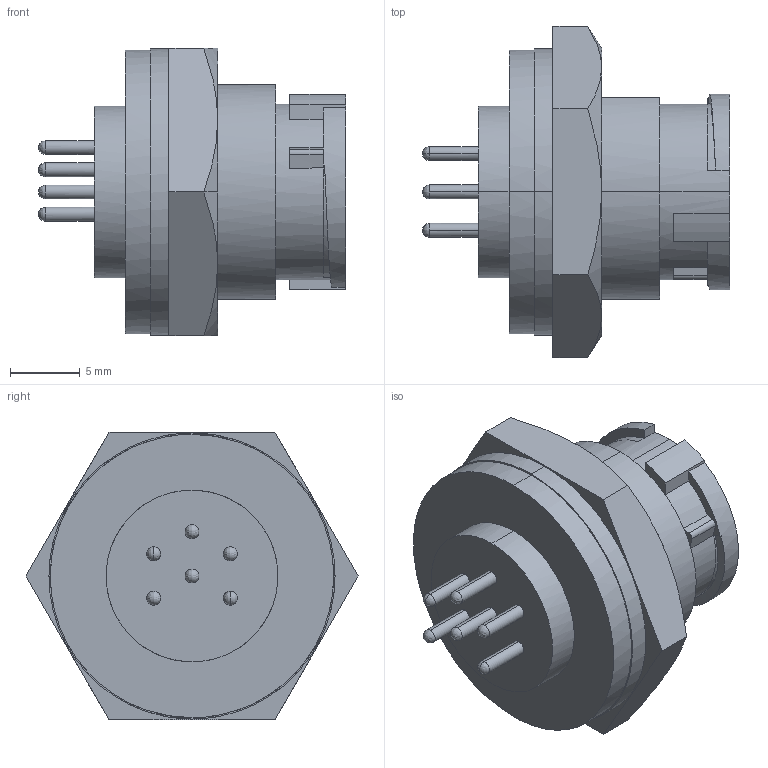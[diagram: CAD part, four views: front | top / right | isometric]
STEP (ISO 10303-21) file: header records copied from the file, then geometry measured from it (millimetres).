
FILE_DESCRIPTION (( 'STEP AP203' ), '1' );
FILE_NAME ('P248.STEP', '2020-03-31T06:45:19', ( 'edpusr' ), ( 'Microsoft' ), 'SwSTEP 2.0', 'SolidWorks 2015', '' );
FILE_SCHEMA (( 'CONFIG_CONTROL_DESIGN' ));
Length unit declared in the file: millimetre
Products named in the file (1): P248
Bounding box: 22 x 23.79 x 20.6 mm (x, y, z)
Volume: 3473.5 mm3; surface area: 2504 mm2
Topology: 1 solids, 1 shells, 117 faces, 285 edges, 172 vertices
Faces by surface type: cylinder 51, plane 43, bspline 14, cone 9
Entity records: 4284 total; most frequent: CARTESIAN_POINT 1672, ORIENTED_EDGE 534, DIRECTION 489, EDGE_CURVE 267, AXIS2_PLACEMENT_3D 185, VERTEX_POINT 172, EDGE_LOOP 137, VECTOR 119
